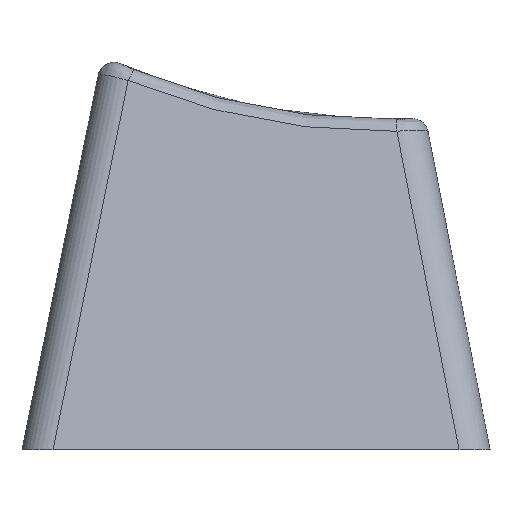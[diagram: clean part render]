
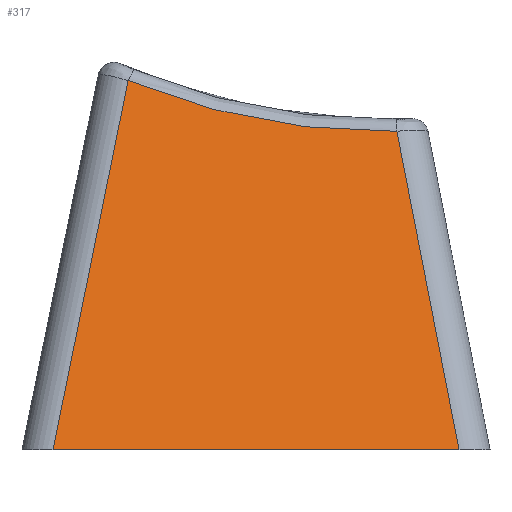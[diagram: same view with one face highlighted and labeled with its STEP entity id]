
A CAD part, left-side view. The second image highlights one B-rep face of the part: STEP entity #317.
In plain terms, the highlighted planar face has unit normal (-0.97, 0, 0.241).
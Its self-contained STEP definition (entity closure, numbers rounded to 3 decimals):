
#265=CARTESIAN_POINT('',(10.059,37.35,2.145));
#266=DIRECTION('',(-0.97,0.,0.242));
#267=DIRECTION('',(0.242,0.,0.97));
#268=AXIS2_PLACEMENT_3D('',#265,#266,#267);
#269=PLANE('',#268);
#270=CARTESIAN_POINT('',(9.525,29.413,0.));
#271=VERTEX_POINT('',#270);
#272=CARTESIAN_POINT('',(12.623,31.841,12.447));
#273=VERTEX_POINT('',#272);
#274=CARTESIAN_POINT('',(9.525,29.415,0.));
#275=DIRECTION('',(0.237,0.186,0.953));
#276=VECTOR('',#275,13.054);
#277=LINE('',#274,#276);
#278=EDGE_CURVE('',#271,#273,#277,.T.);
#279=ORIENTED_EDGE('',*,*,#278,.T.);
#280=CARTESIAN_POINT('',(13.117,42.349,14.43));
#281=VERTEX_POINT('',#280);
#282=CARTESIAN_POINT('',(12.623,31.841,12.447));
#283=CARTESIAN_POINT('',(12.619,32.741,12.43));
#284=CARTESIAN_POINT('',(12.626,33.639,12.459));
#285=CARTESIAN_POINT('',(12.645,34.534,12.534));
#286=CARTESIAN_POINT('',(12.663,35.429,12.609));
#287=CARTESIAN_POINT('',(12.694,36.322,12.73));
#288=CARTESIAN_POINT('',(12.735,37.203,12.896));
#289=CARTESIAN_POINT('',(12.756,37.644,12.98));
#290=CARTESIAN_POINT('',(12.779,38.083,13.074));
#291=CARTESIAN_POINT('',(12.805,38.519,13.18));
#292=CARTESIAN_POINT('',(12.832,38.955,13.286));
#293=CARTESIAN_POINT('',(12.861,39.389,13.403));
#294=CARTESIAN_POINT('',(12.893,39.818,13.531));
#295=CARTESIAN_POINT('',(12.957,40.678,13.787));
#296=CARTESIAN_POINT('',(13.031,41.522,14.086));
#297=CARTESIAN_POINT('',(13.117,42.349,14.43));
#298=B_SPLINE_CURVE_WITH_KNOTS('',3,(#282,#283,#284,#285,#286,#287,#288,#289,#290,#291,#292,#293,#294,#295,#296,#297),.UNSPECIFIED.,.F.,.F.,(4,3,3,3,3,4),(0.,0.003,0.005,0.007,0.008,0.011),.UNSPECIFIED.);
#299=EDGE_CURVE('',#273,#281,#298,.T.);
#300=ORIENTED_EDGE('',*,*,#299,.T.);
#301=CARTESIAN_POINT('',(9.525,45.287,0.));
#302=VERTEX_POINT('',#301);
#303=CARTESIAN_POINT('',(13.117,42.349,14.43));
#304=DIRECTION('',(-0.237,0.194,-0.952));
#305=VECTOR('',#304,15.158);
#306=LINE('',#303,#305);
#307=EDGE_CURVE('',#281,#302,#306,.T.);
#308=ORIENTED_EDGE('',*,*,#307,.T.);
#309=CARTESIAN_POINT('',(9.525,45.287,0.));
#310=DIRECTION('',(-0.,-1.,-0.));
#311=VECTOR('',#310,15.874);
#312=LINE('',#309,#311);
#313=EDGE_CURVE('',#302,#271,#312,.T.);
#314=ORIENTED_EDGE('',*,*,#313,.T.);
#315=EDGE_LOOP('',(#279,#300,#308,#314));
#316=FACE_BOUND('',#315,.T.);
#317=ADVANCED_FACE('',(#316),#269,.T.);
